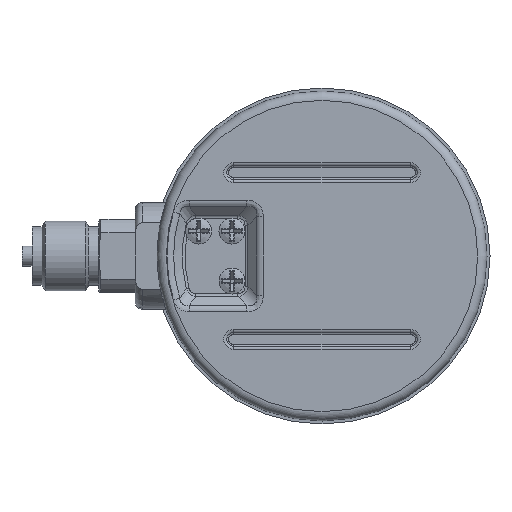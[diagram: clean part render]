
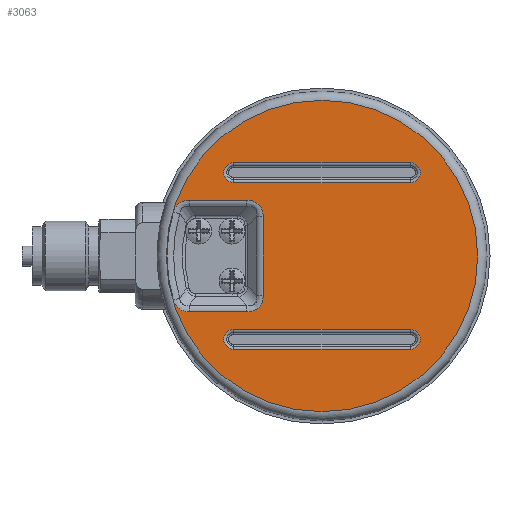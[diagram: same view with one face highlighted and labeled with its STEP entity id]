
A CAD part, front view. The second image highlights one B-rep face of the part: STEP entity #3063.
In plain terms, the highlighted planar face has unit normal (0, -1, 0).
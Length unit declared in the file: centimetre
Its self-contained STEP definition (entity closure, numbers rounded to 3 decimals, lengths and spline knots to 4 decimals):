
#19=ELLIPSE('',#3275,1.2124,0.7);
#20=ELLIPSE('',#3277,1.2124,0.7);
#254=B_SPLINE_CURVE_WITH_KNOTS('',3,(#6775,#6776,#6777,#6778,#6779,#6780),
 .UNSPECIFIED.,.F.,.F.,(4,1,1,4),(0.,0.2727,0.4545,
0.6363),.UNSPECIFIED.);
#255=B_SPLINE_CURVE_WITH_KNOTS('',3,(#6784,#6785,#6786,#6787,#6788,#6789),
 .UNSPECIFIED.,.F.,.F.,(4,1,1,4),(0.,0.2727,0.4545,
0.6363),.UNSPECIFIED.);
#389=LINE('',#6570,#540);
#390=LINE('',#6581,#541);
#392=LINE('',#6596,#543);
#393=LINE('',#6601,#544);
#403=LINE('',#6769,#554);
#404=LINE('',#6773,#555);
#405=LINE('',#6791,#556);
#540=VECTOR('',#3723,5.3);
#541=VECTOR('',#3740,5.3);
#543=VECTOR('',#3760,5.3);
#544=VECTOR('',#3767,5.3);
#554=VECTOR('',#3831,2.362);
#555=VECTOR('',#3834,1.7252);
#556=VECTOR('',#3837,1.7252);
#601=FACE_BOUND('',#983,.T.);
#602=FACE_BOUND('',#984,.T.);
#603=FACE_BOUND('',#985,.T.);
#790=FACE_OUTER_BOUND('',#982,.T.);
#982=EDGE_LOOP('',(#2589));
#983=EDGE_LOOP('',(#2590,#2591,#2592,#2593));
#984=EDGE_LOOP('',(#2594,#2595,#2596,#2597));
#985=EDGE_LOOP('',(#2598,#2599,#2600,#2601,#2602,#2603,#2604,#2605));
#1040=CIRCLE('',#3203,4.67);
#1057=CIRCLE('',#3230,0.2973);
#1060=CIRCLE('',#3234,0.2973);
#1064=CIRCLE('',#3242,0.2973);
#1068=CIRCLE('',#3249,0.2973);
#1080=CIRCLE('',#3276,4.6506);
#1324=VERTEX_POINT('',#6520);
#1340=VERTEX_POINT('',#6567);
#1341=VERTEX_POINT('',#6569);
#1342=VERTEX_POINT('',#6573);
#1343=VERTEX_POINT('',#6577);
#1345=VERTEX_POINT('',#6589);
#1346=VERTEX_POINT('',#6591);
#1347=VERTEX_POINT('',#6595);
#1348=VERTEX_POINT('',#6599);
#1369=VERTEX_POINT('',#6767);
#1370=VERTEX_POINT('',#6768);
#1371=VERTEX_POINT('',#6770);
#1372=VERTEX_POINT('',#6772);
#1373=VERTEX_POINT('',#6774);
#1374=VERTEX_POINT('',#6781);
#1375=VERTEX_POINT('',#6783);
#1376=VERTEX_POINT('',#6790);
#1713=EDGE_CURVE('',#1324,#1324,#1040,.T.);
#1736=EDGE_CURVE('',#1340,#1341,#389,.T.);
#1738=EDGE_CURVE('',#1341,#1342,#1057,.T.);
#1741=EDGE_CURVE('',#1343,#1340,#1060,.T.);
#1742=EDGE_CURVE('',#1342,#1343,#390,.T.);
#1747=EDGE_CURVE('',#1345,#1346,#1064,.T.);
#1749=EDGE_CURVE('',#1346,#1347,#392,.T.);
#1752=EDGE_CURVE('',#1348,#1345,#393,.T.);
#1753=EDGE_CURVE('',#1347,#1348,#1068,.T.);
#1786=EDGE_CURVE('',#1369,#1370,#403,.T.);
#1787=EDGE_CURVE('',#1371,#1369,#19,.T.);
#1788=EDGE_CURVE('',#1372,#1371,#404,.T.);
#1789=EDGE_CURVE('',#1373,#1372,#254,.T.);
#1790=EDGE_CURVE('',#1374,#1373,#1080,.T.);
#1791=EDGE_CURVE('',#1375,#1374,#255,.T.);
#1792=EDGE_CURVE('',#1376,#1375,#405,.T.);
#1793=EDGE_CURVE('',#1370,#1376,#20,.T.);
#2589=ORIENTED_EDGE('',*,*,#1713,.F.);
#2590=ORIENTED_EDGE('',*,*,#1753,.F.);
#2591=ORIENTED_EDGE('',*,*,#1749,.F.);
#2592=ORIENTED_EDGE('',*,*,#1747,.F.);
#2593=ORIENTED_EDGE('',*,*,#1752,.F.);
#2594=ORIENTED_EDGE('',*,*,#1742,.F.);
#2595=ORIENTED_EDGE('',*,*,#1738,.F.);
#2596=ORIENTED_EDGE('',*,*,#1736,.F.);
#2597=ORIENTED_EDGE('',*,*,#1741,.F.);
#2598=ORIENTED_EDGE('',*,*,#1786,.F.);
#2599=ORIENTED_EDGE('',*,*,#1787,.F.);
#2600=ORIENTED_EDGE('',*,*,#1788,.F.);
#2601=ORIENTED_EDGE('',*,*,#1789,.F.);
#2602=ORIENTED_EDGE('',*,*,#1790,.F.);
#2603=ORIENTED_EDGE('',*,*,#1791,.F.);
#2604=ORIENTED_EDGE('',*,*,#1792,.F.);
#2605=ORIENTED_EDGE('',*,*,#1793,.F.);
#2735=PLANE('',#3274);
#3063=ADVANCED_FACE('',(#790,#601,#602,#603),#2735,.T.);
#3203=AXIS2_PLACEMENT_3D('',#6521,#3666,#3667);
#3230=AXIS2_PLACEMENT_3D('',#6574,#3728,#3729);
#3234=AXIS2_PLACEMENT_3D('',#6579,#3736,#3737);
#3242=AXIS2_PLACEMENT_3D('',#6592,#3754,#3755);
#3249=AXIS2_PLACEMENT_3D('',#6603,#3770,#3771);
#3274=AXIS2_PLACEMENT_3D('',#6766,#3829,#3830);
#3275=AXIS2_PLACEMENT_3D('',#6771,#3832,#3833);
#3276=AXIS2_PLACEMENT_3D('',#6782,#3835,#3836);
#3277=AXIS2_PLACEMENT_3D('',#6792,#3838,#3839);
#3666=DIRECTION('center_axis',(0.,1.,0.));
#3667=DIRECTION('ref_axis',(0.,0.,1.));
#3723=DIRECTION('',(1.,0.,0.));
#3728=DIRECTION('center_axis',(0.,-1.,0.));
#3729=DIRECTION('ref_axis',(1.,0.,0.));
#3736=DIRECTION('center_axis',(0.,-1.,0.));
#3737=DIRECTION('ref_axis',(-1.,0.,0.));
#3740=DIRECTION('',(-1.,0.,0.));
#3754=DIRECTION('center_axis',(0.,-1.,0.));
#3755=DIRECTION('ref_axis',(1.,0.,0.));
#3760=DIRECTION('',(-1.,0.,0.));
#3767=DIRECTION('',(1.,0.,0.));
#3770=DIRECTION('center_axis',(0.,-1.,0.));
#3771=DIRECTION('ref_axis',(-1.,0.,0.));
#3829=DIRECTION('center_axis',(0.,-1.,0.));
#3830=DIRECTION('ref_axis',(-1.,0.,0.));
#3831=DIRECTION('',(0.,0.,1.));
#3832=DIRECTION('center_axis',(0.,-1.,0.));
#3833=DIRECTION('ref_axis',(0.707,0.,-0.707));
#3834=DIRECTION('',(1.,0.,0.));
#3835=DIRECTION('center_axis',(0.,-1.,0.));
#3836=DIRECTION('ref_axis',(-1.,0.,0.));
#3837=DIRECTION('',(-1.,0.,0.));
#3838=DIRECTION('center_axis',(0.,-1.,0.));
#3839=DIRECTION('ref_axis',(0.707,0.,0.707));
#6520=CARTESIAN_POINT('',(9.,-1.56,-4.67));
#6521=CARTESIAN_POINT('Origin',(9.,-1.56,0.));
#6567=CARTESIAN_POINT('',(6.35,-1.56,2.2027));
#6569=CARTESIAN_POINT('',(11.65,-1.56,2.2027));
#6570=CARTESIAN_POINT('',(7.675,-1.56,2.2027));
#6573=CARTESIAN_POINT('',(11.65,-1.56,2.7973));
#6574=CARTESIAN_POINT('Origin',(11.65,-1.56,2.5));
#6577=CARTESIAN_POINT('',(6.35,-1.56,2.7973));
#6579=CARTESIAN_POINT('Origin',(6.35,-1.56,2.5));
#6581=CARTESIAN_POINT('',(10.325,-1.56,2.7973));
#6589=CARTESIAN_POINT('',(11.65,-1.56,-2.7973));
#6591=CARTESIAN_POINT('',(11.65,-1.56,-2.2027));
#6592=CARTESIAN_POINT('Origin',(11.65,-1.56,-2.5));
#6595=CARTESIAN_POINT('',(6.35,-1.56,-2.2027));
#6596=CARTESIAN_POINT('',(10.325,-1.56,-2.2027));
#6599=CARTESIAN_POINT('',(6.35,-1.56,-2.7973));
#6601=CARTESIAN_POINT('',(7.675,-1.56,-2.7973));
#6603=CARTESIAN_POINT('Origin',(6.35,-1.56,-2.5));
#6766=CARTESIAN_POINT('Origin',(9.,-1.56,-2.475));
#6767=CARTESIAN_POINT('',(7.236,-1.56,-1.181));
#6768=CARTESIAN_POINT('',(7.236,-1.56,1.181));
#6769=CARTESIAN_POINT('',(7.236,-1.56,-2.0175));
#6770=CARTESIAN_POINT('',(6.741,-1.56,-1.676));
#6771=CARTESIAN_POINT('Origin',(6.246,-1.56,-0.686));
#6772=CARTESIAN_POINT('',(5.0158,-1.56,-1.676));
#6773=CARTESIAN_POINT('',(6.8711,-1.56,-1.676));
#6774=CARTESIAN_POINT('',(4.5412,-1.56,-1.3217));
#6775=CARTESIAN_POINT('Ctrl Pts',(4.5412,-1.56,-1.3217));
#6776=CARTESIAN_POINT('Ctrl Pts',(4.567,-1.56,-1.4088));
#6777=CARTESIAN_POINT('Ctrl Pts',(4.6444,-1.56,-1.5469));
#6778=CARTESIAN_POINT('Ctrl Pts',(4.8324,-1.56,-1.6586));
#6779=CARTESIAN_POINT('Ctrl Pts',(4.9552,-1.56,-1.676));
#6780=CARTESIAN_POINT('Ctrl Pts',(5.0158,-1.56,-1.676));
#6781=CARTESIAN_POINT('',(4.5412,-1.56,1.3217));
#6782=CARTESIAN_POINT('Origin',(9.,-1.56,0.));
#6783=CARTESIAN_POINT('',(5.0158,-1.56,1.676));
#6784=CARTESIAN_POINT('Ctrl Pts',(5.0158,-1.56,1.676));
#6785=CARTESIAN_POINT('Ctrl Pts',(4.9249,-1.56,1.676));
#6786=CARTESIAN_POINT('Ctrl Pts',(4.7694,-1.56,1.6408));
#6787=CARTESIAN_POINT('Ctrl Pts',(4.6098,-1.56,1.4916));
#6788=CARTESIAN_POINT('Ctrl Pts',(4.5584,-1.56,1.3798));
#6789=CARTESIAN_POINT('Ctrl Pts',(4.5412,-1.56,1.3217));
#6790=CARTESIAN_POINT('',(6.741,-1.56,1.676));
#6791=CARTESIAN_POINT('',(8.06,-1.56,1.676));
#6792=CARTESIAN_POINT('Origin',(6.246,-1.56,0.686));
